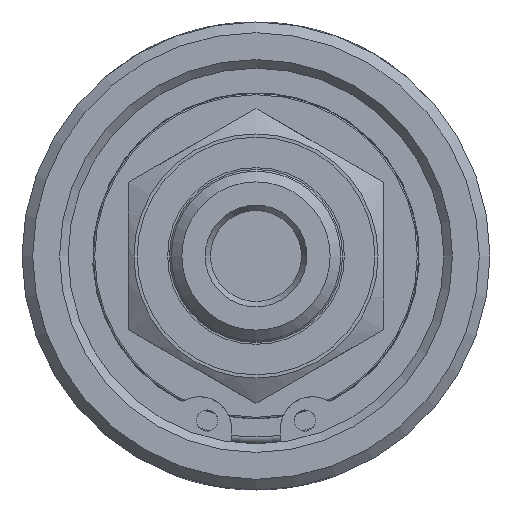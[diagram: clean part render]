
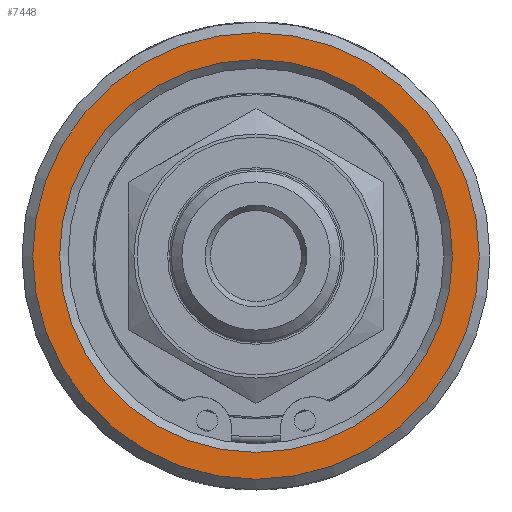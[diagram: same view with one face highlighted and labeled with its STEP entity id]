
A CAD part, left-side view. The second image highlights one B-rep face of the part: STEP entity #7448.
In plain terms, the highlighted planar face has unit normal (-1, 0, 0).
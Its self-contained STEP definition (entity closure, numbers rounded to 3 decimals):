
#1569=FACE_BOUND('',#2625,.T.);
#1778=PLANE('',#8156);
#2163=FACE_OUTER_BOUND('',#2624,.T.);
#2624=EDGE_LOOP('',(#6756));
#2625=EDGE_LOOP('',(#6757));
#2869=CIRCLE('',#8152,18.34);
#2872=CIRCLE('',#8157,20.85);
#3621=VERTEX_POINT('',#16383);
#3624=VERTEX_POINT('',#16393);
#4684=EDGE_CURVE('',#3621,#3621,#2869,.T.);
#4688=EDGE_CURVE('',#3624,#3624,#2872,.T.);
#6756=ORIENTED_EDGE('',*,*,#4688,.F.);
#6757=ORIENTED_EDGE('',*,*,#4684,.F.);
#7448=ADVANCED_FACE('',(#2163,#1569),#1778,.T.);
#8152=AXIS2_PLACEMENT_3D('',#16385,#9921,#9922);
#8156=AXIS2_PLACEMENT_3D('',#16392,#9930,#9931);
#8157=AXIS2_PLACEMENT_3D('',#16394,#9932,#9933);
#9921=DIRECTION('center_axis',(-1.,0.,0.));
#9922=DIRECTION('ref_axis',(0.,0.,-1.));
#9930=DIRECTION('center_axis',(-1.,0.,0.));
#9931=DIRECTION('ref_axis',(0.,0.,1.));
#9932=DIRECTION('center_axis',(1.,0.,0.));
#9933=DIRECTION('ref_axis',(0.,-1.,0.));
#16383=CARTESIAN_POINT('',(25.79,0.,18.34));
#16385=CARTESIAN_POINT('Origin',(25.79,0.,0.));
#16392=CARTESIAN_POINT('Origin',(25.79,0.,0.));
#16393=CARTESIAN_POINT('',(25.79,20.85,0.));
#16394=CARTESIAN_POINT('Origin',(25.79,0.,0.));
